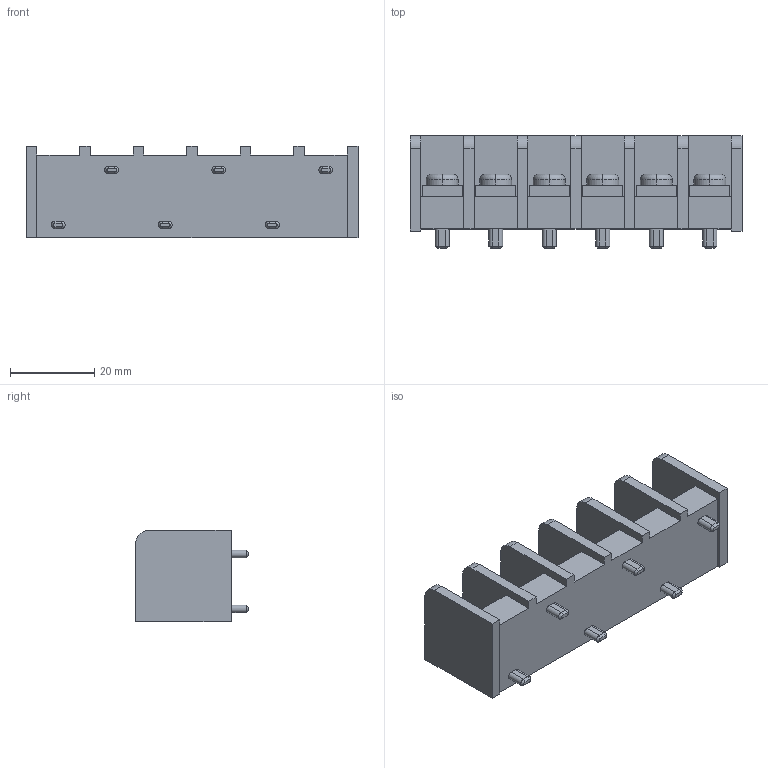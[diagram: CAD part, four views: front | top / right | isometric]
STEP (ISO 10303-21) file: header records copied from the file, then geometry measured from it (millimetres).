
FILE_DESCRIPTION((''),'2;1');
FILE_NAME('389690006','2014-12-29T',('me'),(''),'PRO/ENGINEER BY PARAMETRIC TECHNOLOGY CORPORATION, 2011490','PRO/ENGINEER BY PARAMETRIC TECHNOLOGY CORPORATION, 2011490','');
FILE_SCHEMA(('CONFIG_CONTROL_DESIGN'));
Length unit declared in the file: inch
Products named in the file (1): 389690006
Bounding box: 78.74 x 26.67 x 21.59 mm (x, y, z)
Volume: 21500.4 mm3; surface area: 12430.3 mm2
Topology: 1 solids, 1 shells, 207 faces, 543 edges, 362 vertices
Faces by surface type: plane 148, cylinder 35, torus 12, cone 12
Entity records: 6508 total; most frequent: CARTESIAN_POINT 1295, DIRECTION 1077, ORIENTED_EDGE 1050, EDGE_CURVE 525, VECTOR 377, LINE 377, AXIS2_PLACEMENT_3D 350, VERTEX_POINT 338
